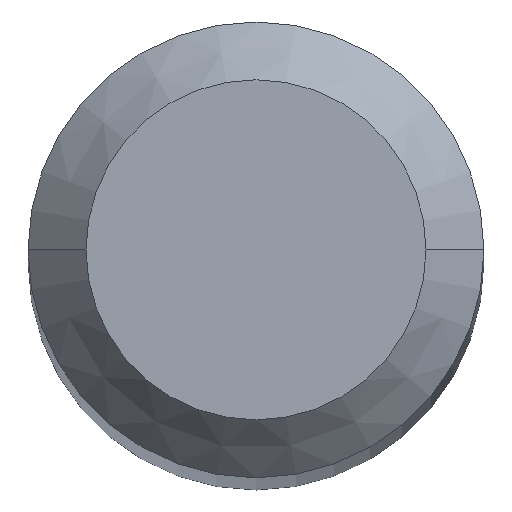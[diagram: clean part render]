
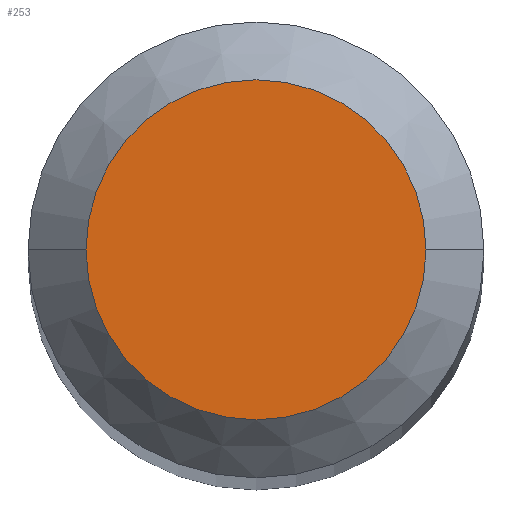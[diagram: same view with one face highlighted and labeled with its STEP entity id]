
A CAD part, top view. The second image highlights one B-rep face of the part: STEP entity #253.
In plain terms, the highlighted planar face has unit normal (0, 0, 1).
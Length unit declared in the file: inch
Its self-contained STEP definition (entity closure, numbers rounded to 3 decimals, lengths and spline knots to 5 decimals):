
#14 = PLANE ( 'NONE',  #262 ) ;
#38 = CARTESIAN_POINT ( 'NONE',  ( -0.04405, 0., 2.24409 ) ) ;
#40 = FACE_OUTER_BOUND ( 'NONE', #99, .T. ) ;
#63 = EDGE_CURVE ( 'NONE', #237, #235, #271, .T. ) ;
#81 = AXIS2_PLACEMENT_3D ( 'NONE', #105, #220, #148 ) ;
#99 = EDGE_LOOP ( 'NONE', ( #251, #102 ) ) ;
#102 = ORIENTED_EDGE ( 'NONE', *, *, #216, .T. ) ;
#105 = CARTESIAN_POINT ( 'NONE',  ( 0., 0., 2.24409 ) ) ;
#130 = DIRECTION ( 'NONE',  ( 0., 0., 1. ) ) ;
#131 = DIRECTION ( 'NONE',  ( 0., 0., 1. ) ) ;
#132 = AXIS2_PLACEMENT_3D ( 'NONE', #153, #130, #264 ) ;
#134 = CARTESIAN_POINT ( 'NONE',  ( 0., 0., 2.24409 ) ) ;
#148 = DIRECTION ( 'NONE',  ( 1., 0., 0. ) ) ;
#153 = CARTESIAN_POINT ( 'NONE',  ( 0., 0., 2.24409 ) ) ;
#206 = CARTESIAN_POINT ( 'NONE',  ( 0.04405, 0., 2.24409 ) ) ;
#216 = EDGE_CURVE ( 'NONE', #235, #237, #278, .T. ) ;
#220 = DIRECTION ( 'NONE',  ( 0., 0., 1. ) ) ;
#225 = DIRECTION ( 'NONE',  ( 1., 0., 0. ) ) ;
#235 = VERTEX_POINT ( 'NONE', #206 ) ;
#237 = VERTEX_POINT ( 'NONE', #38 ) ;
#251 = ORIENTED_EDGE ( 'NONE', *, *, #63, .T. ) ;
#253 = ADVANCED_FACE ( 'NONE', ( #40 ), #14, .T. ) ;
#262 = AXIS2_PLACEMENT_3D ( 'NONE', #134, #131, #225 ) ;
#264 = DIRECTION ( 'NONE',  ( 1., 0., 0. ) ) ;
#271 = CIRCLE ( 'NONE', #81, 0.04405 ) ;
#278 = CIRCLE ( 'NONE', #132, 0.04405 ) ;
